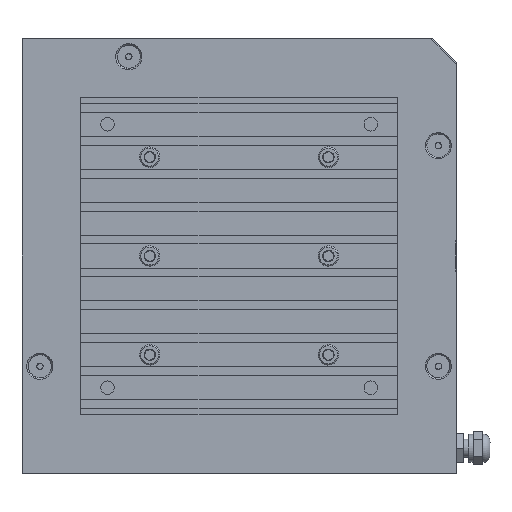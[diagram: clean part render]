
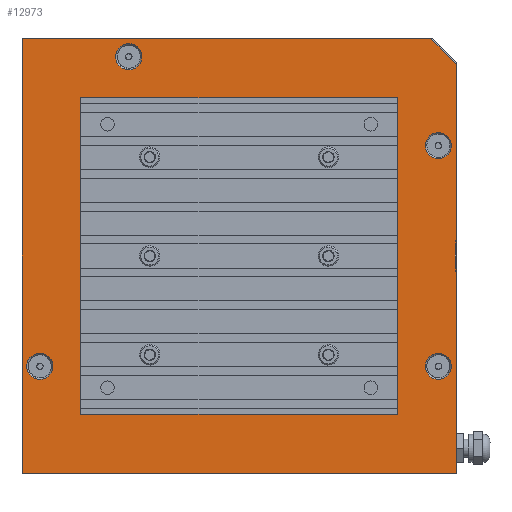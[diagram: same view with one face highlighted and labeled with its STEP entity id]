
A CAD part, front view. The second image highlights one B-rep face of the part: STEP entity #12973.
In plain terms, the highlighted planar face has unit normal (0, -1, 0).
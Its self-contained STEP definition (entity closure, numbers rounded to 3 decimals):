
#265 = LINE ( 'NONE', #3404, #23728 ) ;
#282 = DIRECTION ( 'NONE',  ( 0., 0., -1. ) ) ;
#485 = CARTESIAN_POINT ( 'NONE',  ( -28.907, 57.59, 174.327 ) ) ;
#921 = ORIENTED_EDGE ( 'NONE', *, *, #2763, .F. ) ;
#946 = DIRECTION ( 'NONE',  ( 1., 0., 0. ) ) ;
#1025 = VERTEX_POINT ( 'NONE', #15248 ) ;
#1284 = CARTESIAN_POINT ( 'NONE',  ( 63.093, 57.59, 127. ) ) ;
#2044 = EDGE_CURVE ( 'NONE', #22896, #36199, #19615, .T. ) ;
#2072 = CARTESIAN_POINT ( 'NONE',  ( 63.093, 57.59, 117. ) ) ;
#2143 = EDGE_CURVE ( 'NONE', #36199, #33747, #2815, .T. ) ;
#2569 = VERTEX_POINT ( 'NONE', #22327 ) ;
#2763 = EDGE_CURVE ( 'NONE', #24057, #19505, #3291, .T. ) ;
#2815 = LINE ( 'NONE', #35743, #33874 ) ;
#3060 = DIRECTION ( 'NONE',  ( 0., -1., 0. ) ) ;
#3104 = DIRECTION ( 'NONE',  ( 0., 0., -1. ) ) ;
#3275 = CARTESIAN_POINT ( 'NONE',  ( 62.893, 57.59, 118.581 ) ) ;
#3288 = CARTESIAN_POINT ( 'NONE',  ( 63.093, 57.59, 61. ) ) ;
#3291 = CIRCLE ( 'NONE', #28051, 6.35 ) ;
#3404 = CARTESIAN_POINT ( 'NONE',  ( 63.093, 57.59, 175.9 ) ) ;
#3465 = VERTEX_POINT ( 'NONE', #14706 ) ;
#3586 = CIRCLE ( 'NONE', #32431, 3.673 ) ;
#3848 = ORIENTED_EDGE ( 'NONE', *, *, #10447, .F. ) ;
#4261 = CARTESIAN_POINT ( 'NONE',  ( 63.093, 57.59, 175.9 ) ) ;
#4829 = EDGE_CURVE ( 'NONE', #36307, #36307, #24876, .T. ) ;
#5239 = ORIENTED_EDGE ( 'NONE', *, *, #21050, .F. ) ;
#5462 = DIRECTION ( 'NONE',  ( 0., -1., 0. ) ) ;
#5746 = ORIENTED_EDGE ( 'NONE', *, *, #31509, .T. ) ;
#5956 = FACE_BOUND ( 'NONE', #27338, .T. ) ;
#6140 = FACE_BOUND ( 'NONE', #35817, .T. ) ;
#6305 = DIRECTION ( 'NONE',  ( 0., -1., 0. ) ) ;
#6755 = CARTESIAN_POINT ( 'NONE',  ( 46.093, 57.59, 166.003 ) ) ;
#7386 = LINE ( 'NONE', #16256, #13006 ) ;
#8818 = CARTESIAN_POINT ( 'NONE',  ( 62.893, 57.59, 125.419 ) ) ;
#8844 = DIRECTION ( 'NONE',  ( -1., 0., 0. ) ) ;
#8971 = EDGE_CURVE ( 'NONE', #26989, #35465, #9620, .T. ) ;
#9069 = FACE_BOUND ( 'NONE', #36262, .T. ) ;
#9225 = DIRECTION ( 'NONE',  ( 0., -1., 0. ) ) ;
#9620 = LINE ( 'NONE', #26632, #27283 ) ;
#9763 = ORIENTED_EDGE ( 'NONE', *, *, #2143, .F. ) ;
#9822 = ORIENTED_EDGE ( 'NONE', *, *, #31665, .F. ) ;
#10057 = VERTEX_POINT ( 'NONE', #13323 ) ;
#10080 = AXIS2_PLACEMENT_3D ( 'NONE', #28359, #3060, #282 ) ;
#10290 = ORIENTED_EDGE ( 'NONE', *, *, #8971, .T. ) ;
#10297 = VECTOR ( 'NONE', #22770, 1000. ) ;
#10334 = VERTEX_POINT ( 'NONE', #1284 ) ;
#10447 = EDGE_CURVE ( 'NONE', #2569, #2569, #19054, .T. ) ;
#10504 = DIRECTION ( 'NONE',  ( 0., -1., 0. ) ) ;
#10582 = LINE ( 'NONE', #30879, #20291 ) ;
#10631 = CIRCLE ( 'NONE', #31251, 3.673 ) ;
#11059 = DIRECTION ( 'NONE',  ( 0., 0., -1. ) ) ;
#11155 = LINE ( 'NONE', #11345, #18420 ) ;
#11345 = CARTESIAN_POINT ( 'NONE',  ( 63.093, 57.59, 61. ) ) ;
#11758 = EDGE_CURVE ( 'NONE', #30448, #24057, #26196, .T. ) ;
#11828 = CARTESIAN_POINT ( 'NONE',  ( 69.243, 57.59, 118.581 ) ) ;
#12012 = CARTESIAN_POINT ( 'NONE',  ( -58.907, 57.59, 183. ) ) ;
#12089 = ORIENTED_EDGE ( 'NONE', *, *, #4829, .F. ) ;
#12691 = EDGE_CURVE ( 'NONE', #3465, #3465, #10631, .T. ) ;
#12973 = ADVANCED_FACE ( 'NONE', ( #6140, #28669, #9069, #5956, #25896, #34362 ), #14073, .F. ) ;
#13006 = VECTOR ( 'NONE', #19034, 1000. ) ;
#13323 = CARTESIAN_POINT ( 'NONE',  ( 46.093, 57.59, 78.003 ) ) ;
#13555 = DIRECTION ( 'NONE',  ( 0., 0., 1. ) ) ;
#13686 = ORIENTED_EDGE ( 'NONE', *, *, #32845, .F. ) ;
#14073 = PLANE ( 'NONE',  #27198 ) ;
#14526 = LINE ( 'NONE', #3288, #23363 ) ;
#14706 = CARTESIAN_POINT ( 'NONE',  ( 58.093, 57.59, 87.327 ) ) ;
#14812 = ORIENTED_EDGE ( 'NONE', *, *, #19547, .F. ) ;
#14839 = VECTOR ( 'NONE', #13555, 1000. ) ;
#14964 = DIRECTION ( 'NONE',  ( 0., 0., -1. ) ) ;
#15131 = CARTESIAN_POINT ( 'NONE',  ( 62.893, 57.59, 125.419 ) ) ;
#15248 = CARTESIAN_POINT ( 'NONE',  ( -53.907, 57.59, 87.327 ) ) ;
#15551 = VERTEX_POINT ( 'NONE', #18112 ) ;
#15858 = ORIENTED_EDGE ( 'NONE', *, *, #28384, .T. ) ;
#15887 = EDGE_LOOP ( 'NONE', ( #3848 ) ) ;
#15929 = VECTOR ( 'NONE', #22902, 1000. ) ;
#16256 = CARTESIAN_POINT ( 'NONE',  ( 46.593, 57.59, 78.003 ) ) ;
#16366 = CARTESIAN_POINT ( 'NONE',  ( 58.093, 57.59, 91. ) ) ;
#17053 = DIRECTION ( 'NONE',  ( 0., 1., 0. ) ) ;
#17589 = DIRECTION ( 'NONE',  ( 0., 0., -1. ) ) ;
#17909 = ORIENTED_EDGE ( 'NONE', *, *, #2044, .F. ) ;
#18112 = CARTESIAN_POINT ( 'NONE',  ( 63.093, 57.59, 61. ) ) ;
#18420 = VECTOR ( 'NONE', #33843, 1000. ) ;
#19034 = DIRECTION ( 'NONE',  ( -1., 0., 0. ) ) ;
#19054 = CIRCLE ( 'NONE', #26121, 3.673 ) ;
#19101 = EDGE_CURVE ( 'NONE', #35465, #10057, #10582, .T. ) ;
#19131 = DIRECTION ( 'NONE',  ( 0., -1., 0. ) ) ;
#19145 = VECTOR ( 'NONE', #8844, 1000. ) ;
#19293 = CARTESIAN_POINT ( 'NONE',  ( -41.907, 57.59, 166.003 ) ) ;
#19404 = CARTESIAN_POINT ( 'NONE',  ( -58.907, 57.59, 183. ) ) ;
#19505 = VERTEX_POINT ( 'NONE', #2072 ) ;
#19547 = EDGE_CURVE ( 'NONE', #15551, #22896, #31709, .T. ) ;
#19615 = LINE ( 'NONE', #20635, #10297 ) ;
#20033 = DIRECTION ( 'NONE',  ( -0.707, 0., 0.707 ) ) ;
#20291 = VECTOR ( 'NONE', #21875, 1000. ) ;
#20635 = CARTESIAN_POINT ( 'NONE',  ( -58.907, 57.59, 61. ) ) ;
#20808 = EDGE_CURVE ( 'NONE', #10334, #30448, #34756, .T. ) ;
#20939 = CARTESIAN_POINT ( 'NONE',  ( -58.907, 57.59, 61. ) ) ;
#21050 = EDGE_CURVE ( 'NONE', #1025, #1025, #3586, .T. ) ;
#21875 = DIRECTION ( 'NONE',  ( 0., 0., -1. ) ) ;
#22101 = CARTESIAN_POINT ( 'NONE',  ( 69.243, 57.59, 125.419 ) ) ;
#22327 = CARTESIAN_POINT ( 'NONE',  ( 58.093, 57.59, 149.327 ) ) ;
#22746 = EDGE_CURVE ( 'NONE', #32345, #33747, #265, .T. ) ;
#22770 = DIRECTION ( 'NONE',  ( 0., 0., 1. ) ) ;
#22896 = VERTEX_POINT ( 'NONE', #20939 ) ;
#22902 = DIRECTION ( 'NONE',  ( 0., 0., -1. ) ) ;
#22926 = CARTESIAN_POINT ( 'NONE',  ( -58.907, 57.59, 61. ) ) ;
#23363 = VECTOR ( 'NONE', #3104, 1000. ) ;
#23454 = ORIENTED_EDGE ( 'NONE', *, *, #12691, .F. ) ;
#23595 = ORIENTED_EDGE ( 'NONE', *, *, #22746, .T. ) ;
#23728 = VECTOR ( 'NONE', #20033, 1000. ) ;
#23907 = EDGE_LOOP ( 'NONE', ( #23454 ) ) ;
#24057 = VERTEX_POINT ( 'NONE', #3275 ) ;
#24876 = CIRCLE ( 'NONE', #10080, 3.673 ) ;
#25126 = ORIENTED_EDGE ( 'NONE', *, *, #19101, .T. ) ;
#25896 = FACE_BOUND ( 'NONE', #15887, .T. ) ;
#26056 = CARTESIAN_POINT ( 'NONE',  ( -53.907, 57.59, 91. ) ) ;
#26121 = AXIS2_PLACEMENT_3D ( 'NONE', #35794, #10504, #11059 ) ;
#26196 = LINE ( 'NONE', #8818, #15929 ) ;
#26544 = DIRECTION ( 'NONE',  ( 1., 0., 0. ) ) ;
#26632 = CARTESIAN_POINT ( 'NONE',  ( 46.593, 57.59, 166.003 ) ) ;
#26989 = VERTEX_POINT ( 'NONE', #19293 ) ;
#27198 = AXIS2_PLACEMENT_3D ( 'NONE', #12012, #17053, #29193 ) ;
#27283 = VECTOR ( 'NONE', #946, 1000. ) ;
#27338 = EDGE_LOOP ( 'NONE', ( #5239 ) ) ;
#27639 = DIRECTION ( 'NONE',  ( 0., 0., -1. ) ) ;
#28051 = AXIS2_PLACEMENT_3D ( 'NONE', #11828, #6305, #17589 ) ;
#28123 = ORIENTED_EDGE ( 'NONE', *, *, #11758, .F. ) ;
#28359 = CARTESIAN_POINT ( 'NONE',  ( -28.907, 57.59, 178. ) ) ;
#28384 = EDGE_CURVE ( 'NONE', #10057, #34935, #7386, .T. ) ;
#28669 = FACE_BOUND ( 'NONE', #23907, .T. ) ;
#28698 = EDGE_LOOP ( 'NONE', ( #13686, #921, #28123, #33500, #9822, #23595, #9763, #17909, #14812 ) ) ;
#29193 = DIRECTION ( 'NONE',  ( 0., 0., 1. ) ) ;
#30448 = VERTEX_POINT ( 'NONE', #15131 ) ;
#30681 = CARTESIAN_POINT ( 'NONE',  ( 55.993, 57.59, 183. ) ) ;
#30706 = LINE ( 'NONE', #33652, #14839 ) ;
#30879 = CARTESIAN_POINT ( 'NONE',  ( 46.093, 57.59, 166.503 ) ) ;
#31251 = AXIS2_PLACEMENT_3D ( 'NONE', #16366, #5462, #27639 ) ;
#31509 = EDGE_CURVE ( 'NONE', #34935, #26989, #30706, .T. ) ;
#31665 = EDGE_CURVE ( 'NONE', #32345, #10334, #11155, .T. ) ;
#31709 = LINE ( 'NONE', #22926, #19145 ) ;
#32345 = VERTEX_POINT ( 'NONE', #4261 ) ;
#32431 = AXIS2_PLACEMENT_3D ( 'NONE', #26056, #9225, #14964 ) ;
#32845 = EDGE_CURVE ( 'NONE', #19505, #15551, #14526, .T. ) ;
#33500 = ORIENTED_EDGE ( 'NONE', *, *, #20808, .F. ) ;
#33652 = CARTESIAN_POINT ( 'NONE',  ( -41.907, 57.59, 166.503 ) ) ;
#33747 = VERTEX_POINT ( 'NONE', #30681 ) ;
#33843 = DIRECTION ( 'NONE',  ( 0., 0., -1. ) ) ;
#33874 = VECTOR ( 'NONE', #26544, 1000. ) ;
#34362 = FACE_OUTER_BOUND ( 'NONE', #28698, .T. ) ;
#34642 = CARTESIAN_POINT ( 'NONE',  ( -41.907, 57.59, 78.003 ) ) ;
#34756 = CIRCLE ( 'NONE', #36515, 6.35 ) ;
#34935 = VERTEX_POINT ( 'NONE', #34642 ) ;
#35465 = VERTEX_POINT ( 'NONE', #6755 ) ;
#35743 = CARTESIAN_POINT ( 'NONE',  ( -58.907, 57.59, 183. ) ) ;
#35794 = CARTESIAN_POINT ( 'NONE',  ( 58.093, 57.59, 153. ) ) ;
#35817 = EDGE_LOOP ( 'NONE', ( #25126, #15858, #5746, #10290 ) ) ;
#36199 = VERTEX_POINT ( 'NONE', #19404 ) ;
#36259 = DIRECTION ( 'NONE',  ( 0., 0., 1. ) ) ;
#36262 = EDGE_LOOP ( 'NONE', ( #12089 ) ) ;
#36307 = VERTEX_POINT ( 'NONE', #485 ) ;
#36515 = AXIS2_PLACEMENT_3D ( 'NONE', #22101, #19131, #36259 ) ;
